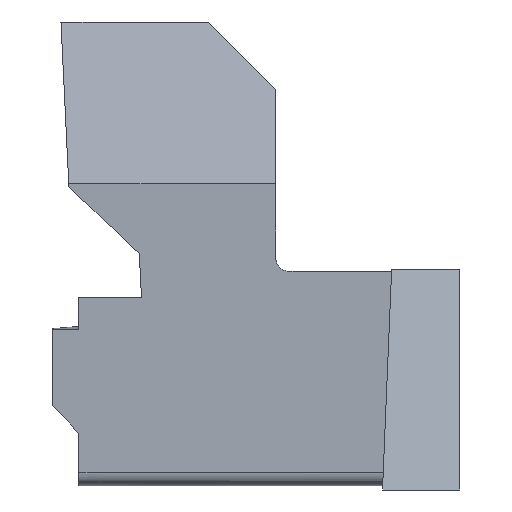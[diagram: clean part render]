
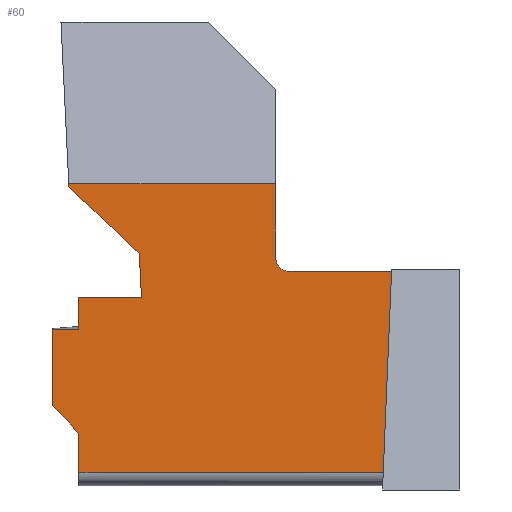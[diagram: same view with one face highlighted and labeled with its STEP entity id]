
A CAD part, front view. The second image highlights one B-rep face of the part: STEP entity #60.
In plain terms, the highlighted planar face has unit normal (0, -1, 0).
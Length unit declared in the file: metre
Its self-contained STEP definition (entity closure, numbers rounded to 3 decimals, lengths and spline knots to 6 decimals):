
#60=ADVANCED_FACE('992:247676',(#104),#105,.F.);
#104=FACE_OUTER_BOUND('',#172,.T.);
#105=PLANE('',#173);
#172=EDGE_LOOP('',(#318,#319,#320,#321,#322,#323,#324,#325,#326,#327,#328,#329,#330,#331,#332,#333));
#173=AXIS2_PLACEMENT_3D('',#334,#335,#336);
#318=ORIENTED_EDGE('',*,*,#560,.T.);
#319=ORIENTED_EDGE('',*,*,#561,.F.);
#320=ORIENTED_EDGE('',*,*,#562,.T.);
#321=ORIENTED_EDGE('',*,*,#563,.T.);
#322=ORIENTED_EDGE('',*,*,#564,.T.);
#323=ORIENTED_EDGE('',*,*,#565,.F.);
#324=ORIENTED_EDGE('',*,*,#566,.F.);
#325=ORIENTED_EDGE('',*,*,#567,.F.);
#326=ORIENTED_EDGE('',*,*,#568,.T.);
#327=ORIENTED_EDGE('',*,*,#569,.F.);
#328=ORIENTED_EDGE('',*,*,#570,.T.);
#329=ORIENTED_EDGE('',*,*,#552,.F.);
#330=ORIENTED_EDGE('',*,*,#543,.F.);
#331=ORIENTED_EDGE('',*,*,#542,.F.);
#332=ORIENTED_EDGE('',*,*,#549,.F.);
#333=ORIENTED_EDGE('',*,*,#571,.F.);
#334=CARTESIAN_POINT('',(-0.047041,0.008508,0.27231));
#335=DIRECTION('',(0.,1.0,0.));
#336=DIRECTION('',(0.,0.,1.0));
#542=EDGE_CURVE('992:247757',#651,#645,#653,.T.);
#543=EDGE_CURVE('992:247757',#645,#654,#655,.T.);
#549=EDGE_CURVE('992:247772',#662,#651,#664,.T.);
#552=EDGE_CURVE('992:247784',#654,#668,#669,.F.);
#560=EDGE_CURVE('992:247808',#683,#684,#685,.T.);
#561=EDGE_CURVE('992:247811',#686,#684,#687,.T.);
#562=EDGE_CURVE('992:247814',#686,#688,#689,.T.);
#563=EDGE_CURVE('992:247817',#688,#690,#691,.F.);
#564=EDGE_CURVE('992:247820',#690,#692,#693,.T.);
#565=EDGE_CURVE('992:247823',#694,#692,#695,.T.);
#566=EDGE_CURVE('992:247826',#696,#694,#697,.T.);
#567=EDGE_CURVE('992:247829',#698,#696,#699,.T.);
#568=EDGE_CURVE('992:247832',#698,#700,#701,.T.);
#569=EDGE_CURVE('992:247835',#702,#700,#703,.T.);
#570=EDGE_CURVE('992:247838',#702,#668,#704,.F.);
#571=EDGE_CURVE('992:247841',#683,#662,#705,.T.);
#645=VERTEX_POINT('',#803);
#651=VERTEX_POINT('',#810);
#653=ELLIPSE('',#813,0.000518,0.0005);
#654=VERTEX_POINT('',#814);
#655=ELLIPSE('',#815,0.000518,0.0005);
#662=VERTEX_POINT('',#825);
#664=LINE('',#828,#829);
#668=VERTEX_POINT('',#834);
#669=LINE('',#835,#836);
#683=VERTEX_POINT('',#857);
#684=VERTEX_POINT('',#858);
#685=LINE('',#859,#860);
#686=VERTEX_POINT('',#861);
#687=LINE('',#862,#863);
#688=VERTEX_POINT('',#864);
#689=LINE('',#865,#866);
#690=VERTEX_POINT('',#867);
#691=LINE('',#868,#869);
#692=VERTEX_POINT('',#870);
#693=LINE('',#871,#872);
#694=VERTEX_POINT('',#873);
#695=LINE('',#874,#875);
#696=VERTEX_POINT('',#876);
#697=LINE('',#877,#878);
#698=VERTEX_POINT('',#879);
#699=B_SPLINE_CURVE_WITH_KNOTS('',3,(#880,#881,#882,#883,#884,#885),.UNSPECIFIED.,.F.,.F.,(4,2,4),(0.0,0.000718,0.001436),.UNSPECIFIED.);
#700=VERTEX_POINT('',#886);
#701=LINE('',#887,#888);
#702=VERTEX_POINT('',#889);
#703=LINE('',#890,#891);
#704=LINE('',#892,#893);
#705=LINE('',#894,#895);
#803=CARTESIAN_POINT('',(-0.045745,0.008508,0.270205));
#810=CARTESIAN_POINT('',(-0.045891,0.008508,0.270571));
#813=AXIS2_PLACEMENT_3D('',#1034,#1035,#1036);
#814=CARTESIAN_POINT('',(-0.045391,0.008508,0.270053));
#815=AXIS2_PLACEMENT_3D('',#1037,#1038,#1039);
#825=CARTESIAN_POINT('',(-0.045891,0.008508,0.27331));
#828=CARTESIAN_POINT('',(-0.045891,0.008508,0.270047));
#829=VECTOR('',#1047,1.0);
#834=CARTESIAN_POINT('',(-0.041541,0.008508,0.270053));
#835=CARTESIAN_POINT('',(-0.04751,0.008508,0.270053));
#836=VECTOR('',#1052,1.0);
#857=CARTESIAN_POINT('',(-0.053572,0.008508,0.27331));
#858=CARTESIAN_POINT('',(-0.05357,0.008508,0.273195));
#859=CARTESIAN_POINT('',(-0.053683,0.008508,0.275607));
#860=VECTOR('',#1060,1.0);
#861=CARTESIAN_POINT('',(-0.05095,0.008508,0.270697));
#862=CARTESIAN_POINT('',(-0.051115,0.008508,0.270855));
#863=VECTOR('',#1061,1.0);
#864=CARTESIAN_POINT('',(-0.050871,0.008508,0.269063));
#865=CARTESIAN_POINT('',(-0.051191,0.008508,0.275726));
#866=VECTOR('',#1062,1.0);
#867=CARTESIAN_POINT('',(-0.053191,0.008508,0.269063));
#868=CARTESIAN_POINT('',(-0.049565,0.008508,0.269063));
#869=VECTOR('',#1063,1.0);
#870=CARTESIAN_POINT('',(-0.053191,0.008508,0.267905));
#871=CARTESIAN_POINT('',(-0.053191,0.008508,0.274873));
#872=VECTOR('',#1064,1.);
#873=CARTESIAN_POINT('',(-0.054191,0.008508,0.267905));
#874=CARTESIAN_POINT('',(-0.050616,0.008508,0.267905));
#875=VECTOR('',#1065,1.0);
#876=CARTESIAN_POINT('',(-0.054191,0.008508,0.265064));
#877=CARTESIAN_POINT('',(-0.054191,0.008508,0.269469));
#878=VECTOR('',#1066,1.0);
#879=CARTESIAN_POINT('',(-0.053191,0.008508,0.264034));
#880=CARTESIAN_POINT('',(-0.053191,0.008508,0.264034));
#881=CARTESIAN_POINT('',(-0.053358,0.008508,0.264205));
#882=CARTESIAN_POINT('',(-0.053525,0.008508,0.264377));
#883=CARTESIAN_POINT('',(-0.053858,0.008508,0.264721));
#884=CARTESIAN_POINT('',(-0.054025,0.008508,0.264893));
#885=CARTESIAN_POINT('',(-0.054191,0.008508,0.265064));
#886=CARTESIAN_POINT('',(-0.053191,0.008508,0.262586));
#887=CARTESIAN_POINT('',(-0.053191,0.008508,0.274873));
#888=VECTOR('',#1067,1.);
#889=CARTESIAN_POINT('',(-0.041541,0.008508,0.262586));
#890=CARTESIAN_POINT('',(-0.070166,0.008508,0.262586));
#891=VECTOR('',#1068,1.0);
#892=CARTESIAN_POINT('',(-0.041541,0.008508,0.268911));
#893=VECTOR('',#1069,1.0);
#894=CARTESIAN_POINT('',(-0.048291,0.008508,0.27331));
#895=VECTOR('',#1070,1.0);
#1034=CARTESIAN_POINT('',(-0.045391,0.008508,0.270571));
#1035=DIRECTION('',(0.,-1.0,0.));
#1036=DIRECTION('',(0.,0.,-1.0));
#1037=CARTESIAN_POINT('',(-0.045391,0.008508,0.270571));
#1038=DIRECTION('',(0.,-1.0,0.));
#1039=DIRECTION('',(0.,0.,-1.0));
#1047=DIRECTION('',(0.,0.,-1.0));
#1052=DIRECTION('',(-1.0,0.,0.));
#1060=DIRECTION('',(0.048,0.,-0.999));
#1061=DIRECTION('',(-0.724,0.,0.69));
#1062=DIRECTION('',(0.048,0.,-0.999));
#1063=DIRECTION('',(1.0,0.,0.));
#1064=DIRECTION('',(0.,0.,-1.0));
#1065=DIRECTION('',(1.0,0.,0.));
#1066=DIRECTION('',(0.,0.,1.0));
#1067=DIRECTION('',(0.,0.,-1.0));
#1068=DIRECTION('',(-1.0,0.,0.));
#1069=DIRECTION('',(0.,0.,-1.0));
#1070=DIRECTION('',(1.0,0.,0.));
